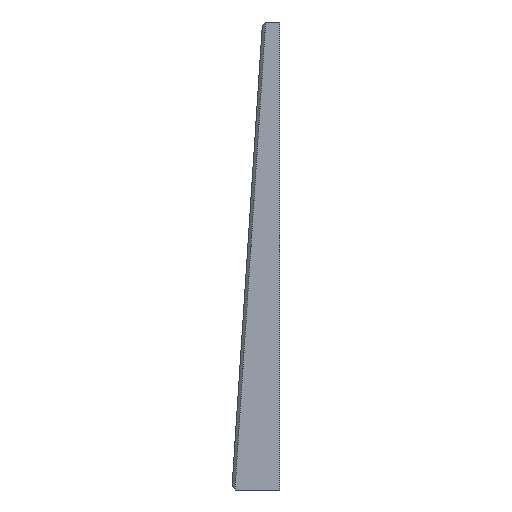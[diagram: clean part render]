
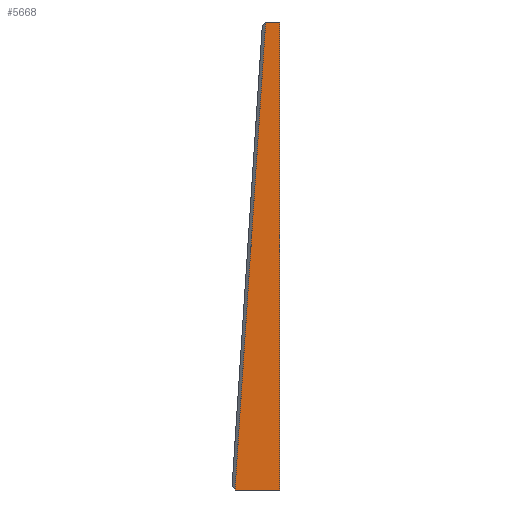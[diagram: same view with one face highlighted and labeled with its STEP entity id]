
A CAD part, left-side view. The second image highlights one B-rep face of the part: STEP entity #5668.
In plain terms, the highlighted planar face has unit normal (-1, 0, 0).
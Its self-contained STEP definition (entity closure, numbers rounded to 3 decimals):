
#349=PLANE('',#6056);
#625=FACE_OUTER_BOUND('',#987,.T.);
#987=EDGE_LOOP('',(#5346,#5347,#5348,#5349));
#1001=LINE('',#7539,#1695);
#1035=LINE('',#7633,#1729);
#1038=LINE('',#7648,#1732);
#1681=LINE('',#9084,#2375);
#1695=VECTOR('',#6092,10.);
#1729=VECTOR('',#6156,10.);
#1732=VECTOR('',#6169,10.);
#2375=VECTOR('',#7498,10.);
#2470=VERTEX_POINT('',#7536);
#2471=VERTEX_POINT('',#7538);
#2516=VERTEX_POINT('',#7631);
#2523=VERTEX_POINT('',#7647);
#2991=EDGE_CURVE('',#2470,#2471,#1001,.T.);
#3039=EDGE_CURVE('',#2516,#2470,#1035,.T.);
#3046=EDGE_CURVE('',#2471,#2523,#1038,.T.);
#3765=EDGE_CURVE('',#2516,#2523,#1681,.T.);
#5346=ORIENTED_EDGE('',*,*,#3046,.F.);
#5347=ORIENTED_EDGE('',*,*,#2991,.F.);
#5348=ORIENTED_EDGE('',*,*,#3039,.F.);
#5349=ORIENTED_EDGE('',*,*,#3765,.T.);
#5668=ADVANCED_FACE('',(#625),#349,.T.);
#6056=AXIS2_PLACEMENT_3D('',#9085,#7499,#7500);
#6092=DIRECTION('',(0.,1.,0.));
#6156=DIRECTION('',(0.,0.,-1.));
#6169=DIRECTION('',(0.,-0.065,0.998));
#7498=DIRECTION('',(0.,1.,0.));
#7499=DIRECTION('center_axis',(-1.,0.,0.));
#7500=DIRECTION('ref_axis',(0.,0.,1.));
#7536=CARTESIAN_POINT('',(23.223,0.,-178.288));
#7538=CARTESIAN_POINT('',(23.223,14.175,-178.288));
#7539=CARTESIAN_POINT('',(23.223,0.,-178.288));
#7631=CARTESIAN_POINT('',(23.223,0.,-30.651));
#7633=CARTESIAN_POINT('',(23.223,0.,-30.651));
#7647=CARTESIAN_POINT('',(23.223,4.498,-30.651));
#7648=CARTESIAN_POINT('',(23.223,9.308,-104.04));
#9084=CARTESIAN_POINT('',(23.223,0.,-30.651));
#9085=CARTESIAN_POINT('Origin',(23.223,0.,-178.288));
